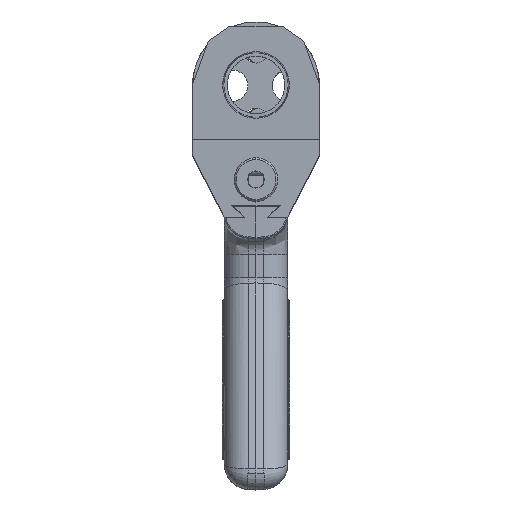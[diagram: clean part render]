
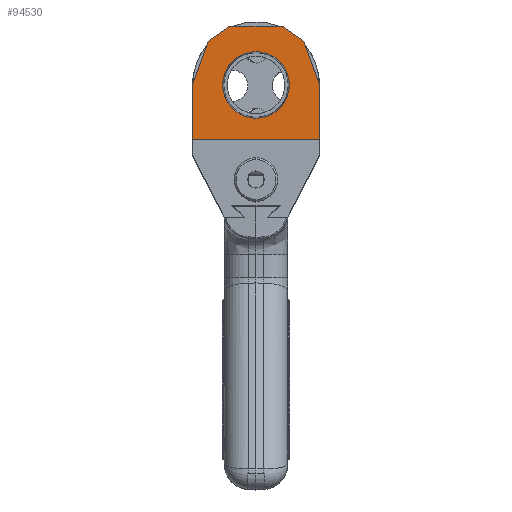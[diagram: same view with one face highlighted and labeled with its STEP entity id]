
A CAD part, top view. The second image highlights one B-rep face of the part: STEP entity #94530.
In plain terms, the highlighted planar face has unit normal (0, 0, 1).
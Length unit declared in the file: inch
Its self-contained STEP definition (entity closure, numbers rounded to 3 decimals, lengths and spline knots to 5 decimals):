
#7697 = ORIENTED_EDGE ( 'NONE', *, *, #15172, .T. ) ;
#7823 = VERTEX_POINT ( 'NONE', #139032 ) ;
#13497 = CARTESIAN_POINT ( 'NONE',  ( -0.41659, 0.91603, 6.25 ) ) ;
#15172 = EDGE_CURVE ( 'NONE', #86730, #177468, #102620, .T. ) ;
#18384 = FACE_BOUND ( 'NONE', #192138, .T. ) ;
#18981 = EDGE_CURVE ( 'NONE', #177468, #7823, #82394, .T. ) ;
#24653 = CARTESIAN_POINT ( 'NONE',  ( -0.17496, 1.33023, 6.25 ) ) ;
#30472 = CARTESIAN_POINT ( 'NONE',  ( 0., -0.00897, 6.25 ) ) ;
#31878 = VERTEX_POINT ( 'NONE', #73734 ) ;
#33167 = ORIENTED_EDGE ( 'NONE', *, *, #33707, .F. ) ;
#33707 = EDGE_CURVE ( 'NONE', #31878, #7823, #165684, .T. ) ;
#35483 = EDGE_CURVE ( 'NONE', #47595, #77357, #204973, .T. ) ;
#36270 = DIRECTION ( 'NONE',  ( 0., 0., 1. ) ) ;
#37174 = CARTESIAN_POINT ( 'NONE',  ( -0.49605, 0.86039, 6.25 ) ) ;
#38898 = VECTOR ( 'NONE', #191680, 39.37008 ) ;
#40553 = VERTEX_POINT ( 'NONE', #111084 ) ;
#40972 = DIRECTION ( 'NONE',  ( 0., 1., 0. ) ) ;
#44128 = AXIS2_PLACEMENT_3D ( 'NONE', #30472, #144694, #46869 ) ;
#45631 = CIRCLE ( 'NONE', #44128, 0.5249 ) ;
#46869 = DIRECTION ( 'NONE',  ( 1., 0., 0. ) ) ;
#47088 = VERTEX_POINT ( 'NONE', #70453 ) ;
#47595 = VERTEX_POINT ( 'NONE', #86282 ) ;
#48056 = ORIENTED_EDGE ( 'NONE', *, *, #159962, .T. ) ;
#48713 = DIRECTION ( 'NONE',  ( 0., 1., 0. ) ) ;
#48802 = VERTEX_POINT ( 'NONE', #75015 ) ;
#49279 = VERTEX_POINT ( 'NONE', #154787 ) ;
#52051 = LINE ( 'NONE', #146518, #138852 ) ;
#56662 = ORIENTED_EDGE ( 'NONE', *, *, #193048, .F. ) ;
#57571 = CARTESIAN_POINT ( 'NONE',  ( 0.41659, 0.91603, 6.25 ) ) ;
#57870 = DIRECTION ( 'NONE',  ( 0., 0., 1. ) ) ;
#67858 = ORIENTED_EDGE ( 'NONE', *, *, #152491, .F. ) ;
#70453 = CARTESIAN_POINT ( 'NONE',  ( 0.5249, -0.00897, 6.25 ) ) ;
#73550 = PLANE ( 'NONE',  #123827 ) ;
#73734 = CARTESIAN_POINT ( 'NONE',  ( -1., -0.875, 6.25 ) ) ;
#75015 = CARTESIAN_POINT ( 'NONE',  ( 1., 0., 6.25 ) ) ;
#76761 = CIRCLE ( 'NONE', #130815, 0.5249 ) ;
#77357 = VERTEX_POINT ( 'NONE', #57571 ) ;
#82394 = LINE ( 'NONE', #108315, #38898 ) ;
#85036 = EDGE_CURVE ( 'NONE', #47088, #49279, #76761, .T. ) ;
#86282 = CARTESIAN_POINT ( 'NONE',  ( 0.7521, 0.6811, 6.25 ) ) ;
#86730 = VERTEX_POINT ( 'NONE', #13497 ) ;
#93437 = CARTESIAN_POINT ( 'NONE',  ( 1., -0.875, 6.25 ) ) ;
#94053 = EDGE_CURVE ( 'NONE', #48802, #47595, #172985, .T. ) ;
#94530 = ADVANCED_FACE ( 'NONE', ( #186940, #18384 ), #73550, .T. ) ;
#94929 = LINE ( 'NONE', #175371, #138317 ) ;
#102620 = LINE ( 'NONE', #37174, #184272 ) ;
#108315 = CARTESIAN_POINT ( 'NONE',  ( -1., 0., 6.25 ) ) ;
#111084 = CARTESIAN_POINT ( 'NONE',  ( 1., -0.875, 6.25 ) ) ;
#121656 = CARTESIAN_POINT ( 'NONE',  ( -1., -0.875, 6.25 ) ) ;
#122484 = DIRECTION ( 'NONE',  ( -0.819, 0.574, 0. ) ) ;
#123827 = AXIS2_PLACEMENT_3D ( 'NONE', #155685, #57870, #172014 ) ;
#124357 = VECTOR ( 'NONE', #189308, 39.37008 ) ;
#130815 = AXIS2_PLACEMENT_3D ( 'NONE', #134084, #36270, #150474 ) ;
#134084 = CARTESIAN_POINT ( 'NONE',  ( 0., -0.00897, 6.25 ) ) ;
#135167 = VECTOR ( 'NONE', #191803, 39.37008 ) ;
#138317 = VECTOR ( 'NONE', #191701, 39.37008 ) ;
#138852 = VECTOR ( 'NONE', #48713, 39.37008 ) ;
#139032 = CARTESIAN_POINT ( 'NONE',  ( -1., 0., 6.25 ) ) ;
#144694 = DIRECTION ( 'NONE',  ( 0., 0., 1. ) ) ;
#146427 = EDGE_LOOP ( 'NONE', ( #146996, #204980, #48056, #7697, #157986, #33167, #67858, #186185 ) ) ;
#146518 = CARTESIAN_POINT ( 'NONE',  ( 1., -0.875, 6.25 ) ) ;
#146996 = ORIENTED_EDGE ( 'NONE', *, *, #94053, .T. ) ;
#147403 = CARTESIAN_POINT ( 'NONE',  ( -0.7521, 0.6811, 6.25 ) ) ;
#150474 = DIRECTION ( 'NONE',  ( 1., 0., 0. ) ) ;
#152491 = EDGE_CURVE ( 'NONE', #40553, #31878, #183605, .T. ) ;
#154787 = CARTESIAN_POINT ( 'NONE',  ( -0.5249, -0.00897, 6.25 ) ) ;
#155685 = CARTESIAN_POINT ( 'NONE',  ( -0.5, 0.86603, 6.25 ) ) ;
#157986 = ORIENTED_EDGE ( 'NONE', *, *, #18981, .T. ) ;
#159041 = EDGE_CURVE ( 'NONE', #40553, #48802, #52051, .T. ) ;
#159962 = EDGE_CURVE ( 'NONE', #77357, #86730, #94929, .T. ) ;
#165684 = LINE ( 'NONE', #121656, #203900 ) ;
#167811 = DIRECTION ( 'NONE',  ( -0.819, -0.574, 0. ) ) ;
#172014 = DIRECTION ( 'NONE',  ( 1., 0., 0. ) ) ;
#172985 = LINE ( 'NONE', #173011, #124357 ) ;
#173011 = CARTESIAN_POINT ( 'NONE',  ( 1., 0., 6.25 ) ) ;
#175371 = CARTESIAN_POINT ( 'NONE',  ( -0.66659, 0.91603, 6.25 ) ) ;
#177468 = VERTEX_POINT ( 'NONE', #147403 ) ;
#183605 = LINE ( 'NONE', #93437, #135167 ) ;
#184272 = VECTOR ( 'NONE', #167811, 39.37008 ) ;
#186185 = ORIENTED_EDGE ( 'NONE', *, *, #159041, .T. ) ;
#186940 = FACE_OUTER_BOUND ( 'NONE', #146427, .T. ) ;
#189308 = DIRECTION ( 'NONE',  ( -0.342, 0.94, 0. ) ) ;
#190860 = ORIENTED_EDGE ( 'NONE', *, *, #85036, .F. ) ;
#191680 = DIRECTION ( 'NONE',  ( -0.342, -0.94, 0. ) ) ;
#191701 = DIRECTION ( 'NONE',  ( -1., 0., 0. ) ) ;
#191803 = DIRECTION ( 'NONE',  ( -1., 0., 0. ) ) ;
#192138 = EDGE_LOOP ( 'NONE', ( #190860, #56662 ) ) ;
#193048 = EDGE_CURVE ( 'NONE', #49279, #47088, #45631, .T. ) ;
#199877 = VECTOR ( 'NONE', #122484, 39.37008 ) ;
#203900 = VECTOR ( 'NONE', #40972, 39.37008 ) ;
#204973 = LINE ( 'NONE', #24653, #199877 ) ;
#204980 = ORIENTED_EDGE ( 'NONE', *, *, #35483, .T. ) ;
